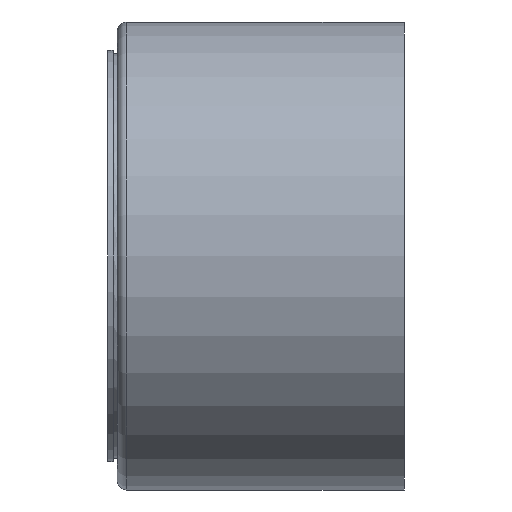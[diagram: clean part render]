
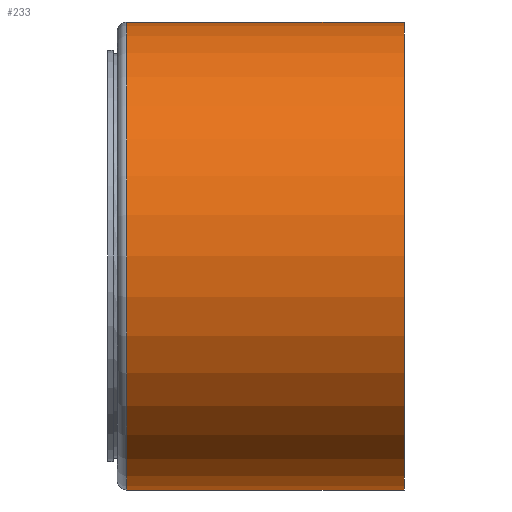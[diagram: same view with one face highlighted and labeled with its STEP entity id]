
A CAD part, left-side view. The second image highlights one B-rep face of the part: STEP entity #233.
In plain terms, the highlighted cylindrical face has radius 75 mm (diameter 150 mm), a partial arc.
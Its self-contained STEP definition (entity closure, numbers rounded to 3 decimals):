
#204 = CIRCLE ( 'NONE', #263, 75. ) ;
#230 = AXIS2_PLACEMENT_3D ( 'NONE', #2284, #3535, #727 ) ;
#232 = DIRECTION ( 'NONE',  ( 0., 0., -1. ) ) ;
#233 = ADVANCED_FACE ( 'NONE', ( #2389 ), #251, .T. ) ;
#251 = CYLINDRICAL_SURFACE ( 'NONE', #3540, 75. ) ;
#263 = AXIS2_PLACEMENT_3D ( 'NONE', #2690, #538, #2104 ) ;
#395 = VERTEX_POINT ( 'NONE', #2230 ) ;
#435 = VECTOR ( 'NONE', #895, 1000. ) ;
#467 = EDGE_CURVE ( 'NONE', #694, #1196, #204, .T. ) ;
#538 = DIRECTION ( 'NONE',  ( 0., -1., 0. ) ) ;
#543 = DIRECTION ( 'NONE',  ( 0., -1., 0. ) ) ;
#610 = ORIENTED_EDGE ( 'NONE', *, *, #1822, .T. ) ;
#659 = LINE ( 'NONE', #1914, #3149 ) ;
#694 = VERTEX_POINT ( 'NONE', #886 ) ;
#727 = DIRECTION ( 'NONE',  ( 0., 0., -1. ) ) ;
#886 = CARTESIAN_POINT ( 'NONE',  ( 0., 67., 75. ) ) ;
#895 = DIRECTION ( 'NONE',  ( 0., -1., 0. ) ) ;
#978 = EDGE_CURVE ( 'NONE', #3992, #395, #3640, .T. ) ;
#1122 = EDGE_CURVE ( 'NONE', #694, #3992, #3377, .T. ) ;
#1196 = VERTEX_POINT ( 'NONE', #1266 ) ;
#1206 = CARTESIAN_POINT ( 'NONE',  ( 0., -22., 75. ) ) ;
#1266 = CARTESIAN_POINT ( 'NONE',  ( 0., 67., -75. ) ) ;
#1821 = CARTESIAN_POINT ( 'NONE',  ( 0., 70., 75. ) ) ;
#1822 = EDGE_CURVE ( 'NONE', #1196, #395, #659, .T. ) ;
#1914 = CARTESIAN_POINT ( 'NONE',  ( 0., 70., -75. ) ) ;
#1960 = EDGE_LOOP ( 'NONE', ( #4018, #2961, #610, #2279 ) ) ;
#2104 = DIRECTION ( 'NONE',  ( 0., 0., 1. ) ) ;
#2230 = CARTESIAN_POINT ( 'NONE',  ( 0., -22., -75. ) ) ;
#2279 = ORIENTED_EDGE ( 'NONE', *, *, #978, .F. ) ;
#2284 = CARTESIAN_POINT ( 'NONE',  ( 0., -22., 0. ) ) ;
#2389 = FACE_OUTER_BOUND ( 'NONE', #1960, .T. ) ;
#2690 = CARTESIAN_POINT ( 'NONE',  ( 0., 67., 0. ) ) ;
#2961 = ORIENTED_EDGE ( 'NONE', *, *, #467, .T. ) ;
#3149 = VECTOR ( 'NONE', #3513, 1000. ) ;
#3312 = CARTESIAN_POINT ( 'NONE',  ( 0., 70., 0. ) ) ;
#3377 = LINE ( 'NONE', #1821, #435 ) ;
#3513 = DIRECTION ( 'NONE',  ( 0., -1., 0. ) ) ;
#3535 = DIRECTION ( 'NONE',  ( 0., -1., 0. ) ) ;
#3540 = AXIS2_PLACEMENT_3D ( 'NONE', #3312, #543, #232 ) ;
#3640 = CIRCLE ( 'NONE', #230, 75. ) ;
#3992 = VERTEX_POINT ( 'NONE', #1206 ) ;
#4018 = ORIENTED_EDGE ( 'NONE', *, *, #1122, .F. ) ;
